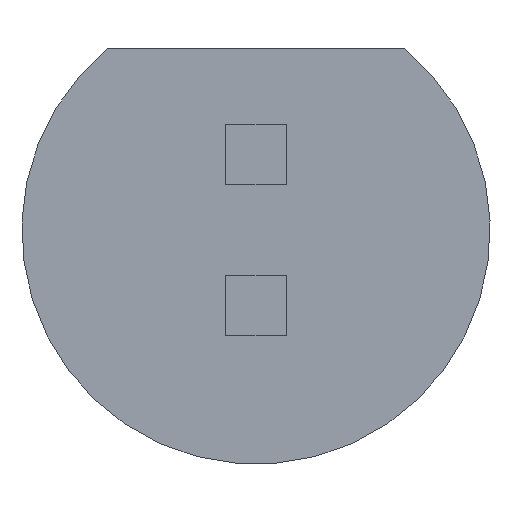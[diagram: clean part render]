
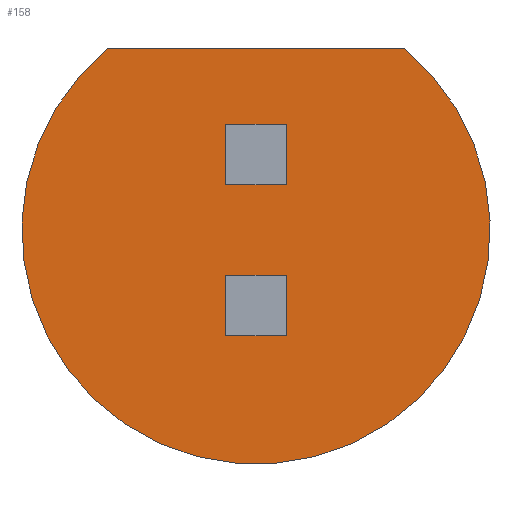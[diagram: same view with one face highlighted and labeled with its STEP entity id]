
A CAD part, front view. The second image highlights one B-rep face of the part: STEP entity #158.
In plain terms, the highlighted planar face has unit normal (0, -1, 0).
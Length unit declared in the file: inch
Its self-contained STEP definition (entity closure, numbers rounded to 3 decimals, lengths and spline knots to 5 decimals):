
#3 = VERTEX_POINT ( 'NONE', #283 ) ;
#12 = ORIENTED_EDGE ( 'NONE', *, *, #134, .T. ) ;
#17 = VECTOR ( 'NONE', #53, 39.37008 ) ;
#31 = DIRECTION ( 'NONE',  ( 0., 1., 0. ) ) ;
#38 = DIRECTION ( 'NONE',  ( 0., 0., 1. ) ) ;
#40 = VERTEX_POINT ( 'NONE', #340 ) ;
#44 = CARTESIAN_POINT ( 'NONE',  ( 0., -0.035, 0. ) ) ;
#48 = VECTOR ( 'NONE', #610, 39.37008 ) ;
#53 = DIRECTION ( 'NONE',  ( -1., 0., 0. ) ) ;
#58 = CARTESIAN_POINT ( 'NONE',  ( 0., -0.035, 0. ) ) ;
#67 = LINE ( 'NONE', #672, #160 ) ;
#68 = EDGE_CURVE ( 'NONE', #617, #373, #67, .T. ) ;
#74 = CARTESIAN_POINT ( 'NONE',  ( -0.01, -0.035, 0.035 ) ) ;
#76 = AXIS2_PLACEMENT_3D ( 'NONE', #44, #243, #81 ) ;
#81 = DIRECTION ( 'NONE',  ( 0., 0., 1. ) ) ;
#98 = VECTOR ( 'NONE', #38, 39.37008 ) ;
#112 = CARTESIAN_POINT ( 'NONE',  ( 0.01, -0.035, -0.035 ) ) ;
#117 = LINE ( 'NONE', #588, #98 ) ;
#121 = CARTESIAN_POINT ( 'NONE',  ( -0.01, -0.035, 0.015 ) ) ;
#134 = EDGE_CURVE ( 'NONE', #180, #681, #448, .T. ) ;
#137 = DIRECTION ( 'NONE',  ( -1., 0., 0. ) ) ;
#138 = EDGE_LOOP ( 'NONE', ( #140, #407, #514, #337 ) ) ;
#140 = ORIENTED_EDGE ( 'NONE', *, *, #294, .F. ) ;
#157 = LINE ( 'NONE', #167, #444 ) ;
#158 = ADVANCED_FACE ( 'NONE', ( #558, #688, #279 ), #620, .F. ) ;
#160 = VECTOR ( 'NONE', #489, 39.37008 ) ;
#167 = CARTESIAN_POINT ( 'NONE',  ( 0.01, -0.035, -0.015 ) ) ;
#168 = CARTESIAN_POINT ( 'NONE',  ( 0.01, -0.035, 0.015 ) ) ;
#178 = LINE ( 'NONE', #112, #17 ) ;
#180 = VERTEX_POINT ( 'NONE', #121 ) ;
#186 = ORIENTED_EDGE ( 'NONE', *, *, #68, .F. ) ;
#193 = DIRECTION ( 'NONE',  ( -1., 0., 0. ) ) ;
#195 = LINE ( 'NONE', #462, #466 ) ;
#196 = CARTESIAN_POINT ( 'NONE',  ( 0.01, -0.035, -0.035 ) ) ;
#225 = CARTESIAN_POINT ( 'NONE',  ( 0.01, -0.035, 0.035 ) ) ;
#235 = LINE ( 'NONE', #426, #402 ) ;
#242 = VERTEX_POINT ( 'NONE', #168 ) ;
#243 = DIRECTION ( 'NONE',  ( 0., 1., 0. ) ) ;
#255 = DIRECTION ( 'NONE',  ( 0., 0., 1. ) ) ;
#266 = VECTOR ( 'NONE', #193, 39.37008 ) ;
#279 = FACE_BOUND ( 'NONE', #512, .T. ) ;
#283 = CARTESIAN_POINT ( 'NONE',  ( 0.01, -0.035, -0.015 ) ) ;
#294 = EDGE_CURVE ( 'NONE', #632, #3, #235, .T. ) ;
#310 = ORIENTED_EDGE ( 'NONE', *, *, #679, .F. ) ;
#316 = CARTESIAN_POINT ( 'NONE',  ( 0.04905, -0.035, 0.06 ) ) ;
#323 = AXIS2_PLACEMENT_3D ( 'NONE', #58, #31, #423 ) ;
#337 = ORIENTED_EDGE ( 'NONE', *, *, #490, .F. ) ;
#340 = CARTESIAN_POINT ( 'NONE',  ( -0.01, -0.035, -0.035 ) ) ;
#343 = LINE ( 'NONE', #689, #48 ) ;
#352 = ORIENTED_EDGE ( 'NONE', *, *, #589, .F. ) ;
#367 = EDGE_CURVE ( 'NONE', #632, #40, #178, .T. ) ;
#372 = VERTEX_POINT ( 'NONE', #225 ) ;
#373 = VERTEX_POINT ( 'NONE', #316 ) ;
#397 = CIRCLE ( 'NONE', #76, 0.0775 ) ;
#402 = VECTOR ( 'NONE', #716, 39.37008 ) ;
#407 = ORIENTED_EDGE ( 'NONE', *, *, #367, .T. ) ;
#410 = LINE ( 'NONE', #475, #266 ) ;
#423 = DIRECTION ( 'NONE',  ( 0., 0., 1. ) ) ;
#426 = CARTESIAN_POINT ( 'NONE',  ( 0.01, -0.035, -0.035 ) ) ;
#444 = VECTOR ( 'NONE', #137, 39.37008 ) ;
#448 = LINE ( 'NONE', #484, #717 ) ;
#462 = CARTESIAN_POINT ( 'NONE',  ( 0.01, -0.035, 0.015 ) ) ;
#466 = VECTOR ( 'NONE', #255, 39.37008 ) ;
#469 = CARTESIAN_POINT ( 'NONE',  ( -0.04905, -0.035, 0.06 ) ) ;
#475 = CARTESIAN_POINT ( 'NONE',  ( 0.01, -0.035, 0.015 ) ) ;
#484 = CARTESIAN_POINT ( 'NONE',  ( -0.01, -0.035, 0.015 ) ) ;
#489 = DIRECTION ( 'NONE',  ( 1., 0., 0. ) ) ;
#490 = EDGE_CURVE ( 'NONE', #3, #586, #157, .T. ) ;
#512 = EDGE_LOOP ( 'NONE', ( #310, #697, #12, #600 ) ) ;
#514 = ORIENTED_EDGE ( 'NONE', *, *, #567, .T. ) ;
#547 = EDGE_CURVE ( 'NONE', #242, #180, #410, .T. ) ;
#558 = FACE_BOUND ( 'NONE', #138, .T. ) ;
#567 = EDGE_CURVE ( 'NONE', #40, #586, #117, .T. ) ;
#586 = VERTEX_POINT ( 'NONE', #705 ) ;
#588 = CARTESIAN_POINT ( 'NONE',  ( -0.01, -0.035, -0.035 ) ) ;
#589 = EDGE_CURVE ( 'NONE', #373, #617, #397, .T. ) ;
#600 = ORIENTED_EDGE ( 'NONE', *, *, #662, .F. ) ;
#603 = DIRECTION ( 'NONE',  ( 0., 0., 1. ) ) ;
#610 = DIRECTION ( 'NONE',  ( -1., 0., 0. ) ) ;
#617 = VERTEX_POINT ( 'NONE', #469 ) ;
#620 = PLANE ( 'NONE',  #323 ) ;
#632 = VERTEX_POINT ( 'NONE', #196 ) ;
#662 = EDGE_CURVE ( 'NONE', #372, #681, #343, .T. ) ;
#672 = CARTESIAN_POINT ( 'NONE',  ( -0.04905, -0.035, 0.06 ) ) ;
#676 = EDGE_LOOP ( 'NONE', ( #352, #186 ) ) ;
#679 = EDGE_CURVE ( 'NONE', #242, #372, #195, .T. ) ;
#681 = VERTEX_POINT ( 'NONE', #74 ) ;
#688 = FACE_OUTER_BOUND ( 'NONE', #676, .T. ) ;
#689 = CARTESIAN_POINT ( 'NONE',  ( 0.01, -0.035, 0.035 ) ) ;
#697 = ORIENTED_EDGE ( 'NONE', *, *, #547, .T. ) ;
#705 = CARTESIAN_POINT ( 'NONE',  ( -0.01, -0.035, -0.015 ) ) ;
#716 = DIRECTION ( 'NONE',  ( 0., 0., 1. ) ) ;
#717 = VECTOR ( 'NONE', #603, 39.37008 ) ;
